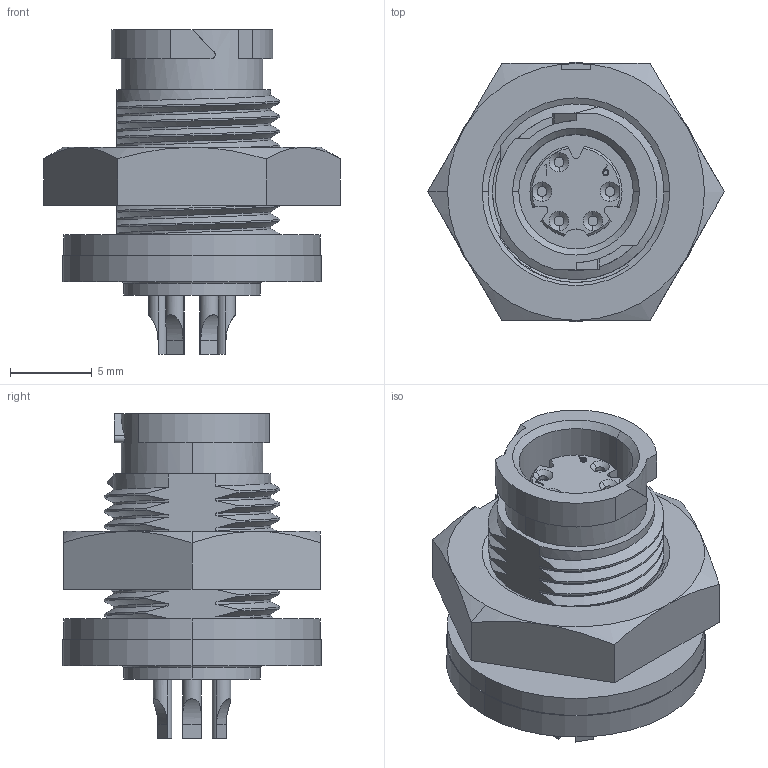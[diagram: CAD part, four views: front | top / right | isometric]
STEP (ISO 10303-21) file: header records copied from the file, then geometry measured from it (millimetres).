
FILE_DESCRIPTION (( 'STEP AP203' ), '1' );
FILE_NAME ('W17982-5SG-P-3ES.STEP', '2021-03-09T15:08:06', ( '' ), ( '' ), 'SwSTEP 2.0', 'SolidWorks 2020', '' );
FILE_SCHEMA (( 'CONFIG_CONTROL_DESIGN' ));
Length unit declared in the file: millimetre
Products named in the file (4): MC IC GASKET 16293.step; MC IC HEX NUT 16291V4.step; 17982-5SG-EPOXY.step; W17982-5SG-P-3ES
Assembly tree (3 placements, depth 2):
  W17982-5SG-P-3ES
    MC IC GASKET 16293.step
    MC IC HEX NUT 16291V4.step
    17982-5SG-EPOXY.step
Bounding box: 18.18 x 15.88 x 19.89 mm (x, y, z)
Volume: 1821.6 mm3; surface area: 2424.3 mm2
Topology: 3 solids, 3 shells, 221 faces, 555 edges, 359 vertices
Faces by surface type: cylinder 91, plane 66, bspline 32, cone 28, torus 4
Entity records: 15180 total; most frequent: CARTESIAN_POINT 9872, ORIENTED_EDGE 1110, DIRECTION 914, EDGE_CURVE 555, VERTEX_POINT 359, AXIS2_PLACEMENT_3D 336, EDGE_LOOP 244, LINE 242
